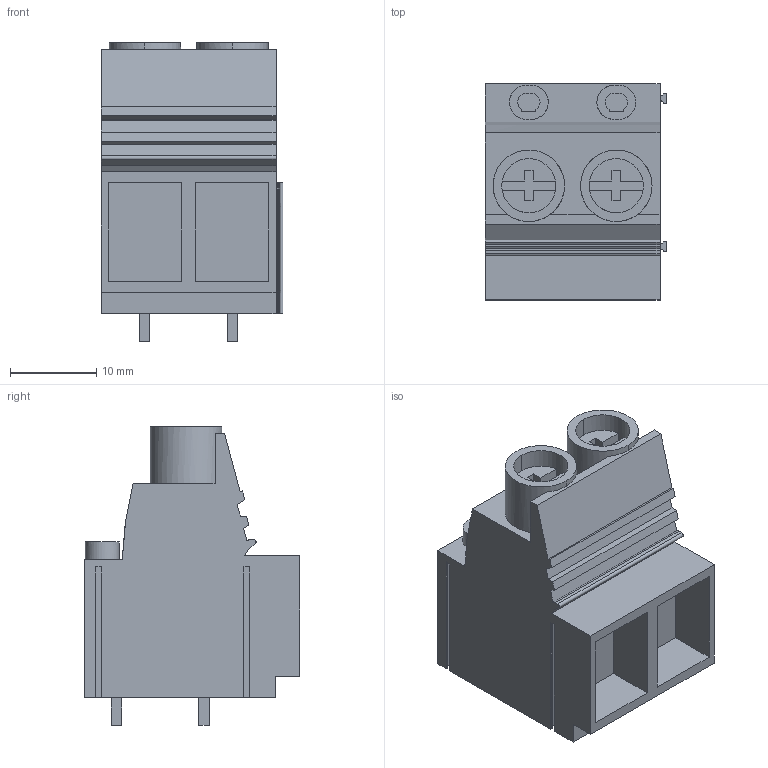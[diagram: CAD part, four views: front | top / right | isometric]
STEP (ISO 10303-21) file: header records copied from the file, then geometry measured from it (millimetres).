
FILE_DESCRIPTION(('CATIA V5 STEP Exchange','CAx-IF Rec.Pracs.--- Model Styling and Organization---1.2---2011-12-15'),'2;1');
FILE_NAME ('D1452721_0_1538030000_1538030000.stp','2018-03-22T17:28:17+00:00',('none'),('Weidmueller'),'CATIA Version 5-6 Release 2014','CATIA V5 STEP AP214','none');
FILE_SCHEMA(('AUTOMOTIVE_DESIGN { 1 0 10303 214 1 1 1 1 }'));
Length unit declared in the file: millimetre
Products named in the file (1): 1538030000
Bounding box: 21.12 x 25.07 x 34.7 mm (x, y, z)
Volume: 9515.9 mm3; surface area: 5265.7 mm2
Topology: 7 solids, 7 shells, 226 faces, 616 edges, 414 vertices
Faces by surface type: plane 181, cylinder 36, extrusion 9
Entity records: 7166 total; most frequent: CARTESIAN_POINT 1629, ORIENTED_EDGE 1232, DIRECTION 944, EDGE_CURVE 616, VECTOR 523, LINE 514, VERTEX_POINT 414, AXIS2_PLACEMENT_3D 248
